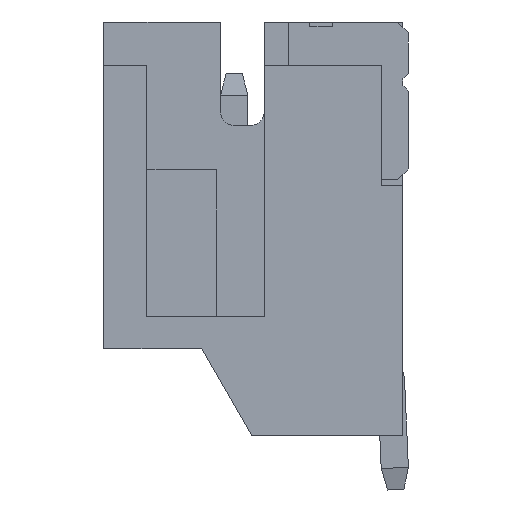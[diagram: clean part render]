
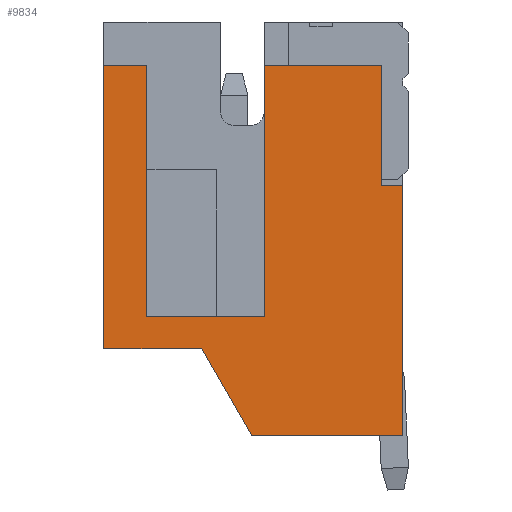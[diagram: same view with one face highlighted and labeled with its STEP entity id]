
A CAD part, left-side view. The second image highlights one B-rep face of the part: STEP entity #9834.
In plain terms, the highlighted planar face has unit normal (-1, 0, 0).
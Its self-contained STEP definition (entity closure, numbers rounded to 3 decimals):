
#78 = VECTOR ( 'NONE', #10975, 1000. ) ;
#140 = EDGE_CURVE ( 'NONE', #1997, #1461, #1680, .T. ) ;
#174 = DIRECTION ( 'NONE',  ( 0., -1., 0. ) ) ;
#234 = CARTESIAN_POINT ( 'NONE',  ( -3.95, 0., -3. ) ) ;
#312 = VECTOR ( 'NONE', #8182, 1000. ) ;
#429 = ORIENTED_EDGE ( 'NONE', *, *, #6093, .T. ) ;
#484 = CARTESIAN_POINT ( 'NONE',  ( -3.95, 5.5, -6. ) ) ;
#492 = CARTESIAN_POINT ( 'NONE',  ( -3.95, 2.776, -7.6 ) ) ;
#686 = CARTESIAN_POINT ( 'NONE',  ( -3.95, 5.5, -0.8 ) ) ;
#783 = VECTOR ( 'NONE', #2274, 1000. ) ;
#833 = DIRECTION ( 'NONE',  ( 0., -1., 0. ) ) ;
#908 = VERTEX_POINT ( 'NONE', #4894 ) ;
#1026 = VERTEX_POINT ( 'NONE', #7889 ) ;
#1036 = VERTEX_POINT ( 'NONE', #4440 ) ;
#1299 = ORIENTED_EDGE ( 'NONE', *, *, #9007, .T. ) ;
#1430 = ORIENTED_EDGE ( 'NONE', *, *, #6368, .F. ) ;
#1461 = VERTEX_POINT ( 'NONE', #8610 ) ;
#1463 = CARTESIAN_POINT ( 'NONE',  ( -3.95, 4.705, -5.415 ) ) ;
#1611 = VECTOR ( 'NONE', #6251, 1000. ) ;
#1654 = CARTESIAN_POINT ( 'NONE',  ( -3.95, 2.776, -7.6 ) ) ;
#1680 = LINE ( 'NONE', #2412, #6921 ) ;
#1895 = DIRECTION ( 'NONE',  ( 0., 1., 0. ) ) ;
#1902 = CARTESIAN_POINT ( 'NONE',  ( -3.95, 5.5, -0.8 ) ) ;
#1920 = LINE ( 'NONE', #4414, #9068 ) ;
#1997 = VERTEX_POINT ( 'NONE', #484 ) ;
#2033 = VECTOR ( 'NONE', #4941, 1000. ) ;
#2175 = VECTOR ( 'NONE', #8823, 1000. ) ;
#2262 = CARTESIAN_POINT ( 'NONE',  ( -3.95, 0.4, 0. ) ) ;
#2274 = DIRECTION ( 'NONE',  ( 0., 0., 1. ) ) ;
#2279 = VERTEX_POINT ( 'NONE', #3524 ) ;
#2297 = CARTESIAN_POINT ( 'NONE',  ( -3.95, 4.705, -5.415 ) ) ;
#2412 = CARTESIAN_POINT ( 'NONE',  ( -3.95, 3.7, -6. ) ) ;
#2503 = LINE ( 'NONE', #1654, #2033 ) ;
#2695 = ORIENTED_EDGE ( 'NONE', *, *, #9409, .F. ) ;
#2801 = VERTEX_POINT ( 'NONE', #5553 ) ;
#2948 = EDGE_LOOP ( 'NONE', ( #429, #1299, #8532, #9282, #4306, #8719, #8920, #3299, #2695, #5721, #6326, #1430 ) ) ;
#3299 = ORIENTED_EDGE ( 'NONE', *, *, #5484, .F. ) ;
#3349 = LINE ( 'NONE', #4207, #783 ) ;
#3474 = CARTESIAN_POINT ( 'NONE',  ( -3.95, 5.5, -7.6 ) ) ;
#3524 = CARTESIAN_POINT ( 'NONE',  ( -3.95, 0., -7.6 ) ) ;
#3662 = EDGE_CURVE ( 'NONE', #1997, #6264, #3349, .T. ) ;
#4017 = EDGE_CURVE ( 'NONE', #2801, #908, #7471, .T. ) ;
#4207 = CARTESIAN_POINT ( 'NONE',  ( -3.95, 5.5, 0. ) ) ;
#4306 = ORIENTED_EDGE ( 'NONE', *, *, #3662, .F. ) ;
#4414 = CARTESIAN_POINT ( 'NONE',  ( -3.95, 5.5, -0.8 ) ) ;
#4440 = CARTESIAN_POINT ( 'NONE',  ( -3.95, 2.55, -5.415 ) ) ;
#4599 = CARTESIAN_POINT ( 'NONE',  ( -3.95, 2.55, 0. ) ) ;
#4668 = CARTESIAN_POINT ( 'NONE',  ( -3.95, 5.5, 0. ) ) ;
#4671 = CARTESIAN_POINT ( 'NONE',  ( -3.95, 5.5, -3. ) ) ;
#4732 = EDGE_CURVE ( 'NONE', #9472, #1026, #9629, .T. ) ;
#4810 = LINE ( 'NONE', #4599, #8887 ) ;
#4825 = DIRECTION ( 'NONE',  ( 1., 0., 0. ) ) ;
#4894 = CARTESIAN_POINT ( 'NONE',  ( -3.95, 0.4, -3. ) ) ;
#4941 = DIRECTION ( 'NONE',  ( 0., 0.5, 0.866 ) ) ;
#5362 = LINE ( 'NONE', #6261, #2175 ) ;
#5396 = AXIS2_PLACEMENT_3D ( 'NONE', #4668, #4825, #5518 ) ;
#5445 = DIRECTION ( 'NONE',  ( 0., 0., -1. ) ) ;
#5484 = EDGE_CURVE ( 'NONE', #2279, #9502, #7040, .T. ) ;
#5518 = DIRECTION ( 'NONE',  ( 0., 0., -1. ) ) ;
#5553 = CARTESIAN_POINT ( 'NONE',  ( -3.95, 0.4, -0.8 ) ) ;
#5625 = PLANE ( 'NONE',  #5396 ) ;
#5678 = FACE_OUTER_BOUND ( 'NONE', #2948, .T. ) ;
#5721 = ORIENTED_EDGE ( 'NONE', *, *, #10865, .F. ) ;
#5812 = EDGE_CURVE ( 'NONE', #9502, #1461, #2503, .T. ) ;
#6093 = EDGE_CURVE ( 'NONE', #9867, #1036, #4810, .T. ) ;
#6251 = DIRECTION ( 'NONE',  ( 0., -1., 0. ) ) ;
#6261 = CARTESIAN_POINT ( 'NONE',  ( -3.95, 0., -7.6 ) ) ;
#6264 = VERTEX_POINT ( 'NONE', #686 ) ;
#6326 = ORIENTED_EDGE ( 'NONE', *, *, #4017, .F. ) ;
#6365 = LINE ( 'NONE', #4671, #312 ) ;
#6368 = EDGE_CURVE ( 'NONE', #9867, #2801, #1920, .T. ) ;
#6408 = VECTOR ( 'NONE', #10534, 1000. ) ;
#6436 = VERTEX_POINT ( 'NONE', #234 ) ;
#6729 = VECTOR ( 'NONE', #1895, 1000. ) ;
#6921 = VECTOR ( 'NONE', #833, 1000. ) ;
#7040 = LINE ( 'NONE', #3474, #6729 ) ;
#7084 = CARTESIAN_POINT ( 'NONE',  ( -3.95, 4.705, -0.8 ) ) ;
#7471 = LINE ( 'NONE', #2262, #78 ) ;
#7889 = CARTESIAN_POINT ( 'NONE',  ( -3.95, 4.705, -0.8 ) ) ;
#7968 = VECTOR ( 'NONE', #9160, 1000. ) ;
#8182 = DIRECTION ( 'NONE',  ( 0., -1., 0. ) ) ;
#8532 = ORIENTED_EDGE ( 'NONE', *, *, #4732, .T. ) ;
#8610 = CARTESIAN_POINT ( 'NONE',  ( -3.95, 3.7, -6. ) ) ;
#8719 = ORIENTED_EDGE ( 'NONE', *, *, #140, .T. ) ;
#8823 = DIRECTION ( 'NONE',  ( 0., 0., -1. ) ) ;
#8887 = VECTOR ( 'NONE', #5445, 1000. ) ;
#8920 = ORIENTED_EDGE ( 'NONE', *, *, #5812, .F. ) ;
#9007 = EDGE_CURVE ( 'NONE', #1036, #9472, #9218, .T. ) ;
#9068 = VECTOR ( 'NONE', #174, 1000. ) ;
#9160 = DIRECTION ( 'NONE',  ( 0., 1., 0. ) ) ;
#9218 = LINE ( 'NONE', #1463, #7968 ) ;
#9282 = ORIENTED_EDGE ( 'NONE', *, *, #9712, .F. ) ;
#9409 = EDGE_CURVE ( 'NONE', #6436, #2279, #5362, .T. ) ;
#9472 = VERTEX_POINT ( 'NONE', #2297 ) ;
#9488 = LINE ( 'NONE', #1902, #1611 ) ;
#9502 = VERTEX_POINT ( 'NONE', #492 ) ;
#9629 = LINE ( 'NONE', #7084, #6408 ) ;
#9712 = EDGE_CURVE ( 'NONE', #6264, #1026, #9488, .T. ) ;
#9834 = ADVANCED_FACE ( 'NONE', ( #5678 ), #5625, .F. ) ;
#9867 = VERTEX_POINT ( 'NONE', #10771 ) ;
#10534 = DIRECTION ( 'NONE',  ( 0., 0., 1. ) ) ;
#10771 = CARTESIAN_POINT ( 'NONE',  ( -3.95, 2.55, -0.8 ) ) ;
#10865 = EDGE_CURVE ( 'NONE', #908, #6436, #6365, .T. ) ;
#10975 = DIRECTION ( 'NONE',  ( 0., 0., -1. ) ) ;
